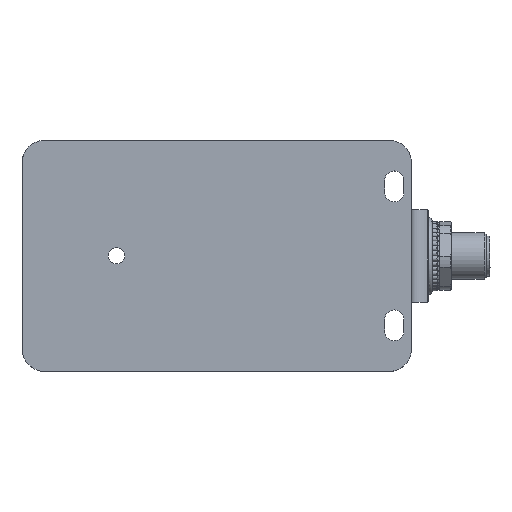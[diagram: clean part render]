
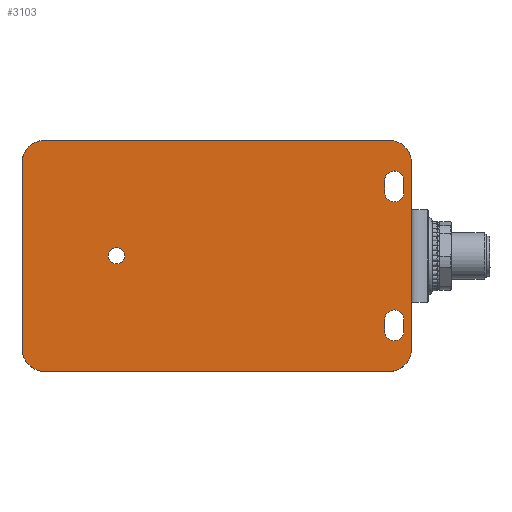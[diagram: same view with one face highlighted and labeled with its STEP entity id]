
A CAD part, top view. The second image highlights one B-rep face of the part: STEP entity #3103.
In plain terms, the highlighted planar face has unit normal (0, 0, 1).
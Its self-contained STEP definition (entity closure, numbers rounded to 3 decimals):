
#2945=CARTESIAN_POINT('',(99.658,30.,0.0));
#2946=DIRECTION('',(0.0,0.0,1.0));
#2947=DIRECTION('',(1.0,0.0,0.0));
#2948=AXIS2_PLACEMENT_3D('',#2945,#2946,#2947);
#2949=PLANE('',#2948);
#2950=CARTESIAN_POINT('',(145.0,60.,0.0));
#2951=VERTEX_POINT('',#2950);
#2952=CARTESIAN_POINT('',(56.,60.,0.0));
#2953=VERTEX_POINT('',#2952);
#2954=CARTESIAN_POINT('',(145.0,60.,0.0));
#2955=DIRECTION('',(-1.0,0.0,0.0));
#2956=VECTOR('',#2955,89.);
#2957=LINE('',#2954,#2956);
#2958=EDGE_CURVE('',#2951,#2953,#2957,.T.);
#2959=ORIENTED_EDGE('',*,*,#2958,.T.);
#2960=CARTESIAN_POINT('',(50.,54.0,0.0));
#2961=VERTEX_POINT('',#2960);
#2962=CARTESIAN_POINT('',(56.,54.0,0.0));
#2963=DIRECTION('',(0.0,0.0,-1.));
#2964=DIRECTION('',(-0.707,0.707,0.0));
#2965=AXIS2_PLACEMENT_3D('',#2962,#2963,#2964);
#2966=CIRCLE('',#2965,6.);
#2967=EDGE_CURVE('',#2961,#2953,#2966,.T.);
#2968=ORIENTED_EDGE('',*,*,#2967,.F.);
#2969=CARTESIAN_POINT('',(50.,6.,0.0));
#2970=VERTEX_POINT('',#2969);
#2971=CARTESIAN_POINT('',(50.,54.0,0.0));
#2972=DIRECTION('',(0.0,-1.0,0.0));
#2973=VECTOR('',#2972,48.);
#2974=LINE('',#2971,#2973);
#2975=EDGE_CURVE('',#2961,#2970,#2974,.T.);
#2976=ORIENTED_EDGE('',*,*,#2975,.T.);
#2977=CARTESIAN_POINT('',(56.,0.,0.0));
#2978=VERTEX_POINT('',#2977);
#2979=CARTESIAN_POINT('',(56.,6.,0.0));
#2980=DIRECTION('',(0.0,0.0,-1.0));
#2981=DIRECTION('',(-0.707,-0.707,0.0));
#2982=AXIS2_PLACEMENT_3D('',#2979,#2980,#2981);
#2983=CIRCLE('',#2982,6.0);
#2984=EDGE_CURVE('',#2978,#2970,#2983,.T.);
#2985=ORIENTED_EDGE('',*,*,#2984,.F.);
#2986=CARTESIAN_POINT('',(145.,0.,0.0));
#2987=VERTEX_POINT('',#2986);
#2988=CARTESIAN_POINT('',(56.,0.,0.0));
#2989=DIRECTION('',(1.0,0.0,0.0));
#2990=VECTOR('',#2989,89.);
#2991=LINE('',#2988,#2990);
#2992=EDGE_CURVE('',#2978,#2987,#2991,.T.);
#2993=ORIENTED_EDGE('',*,*,#2992,.T.);
#2994=CARTESIAN_POINT('',(151.0,6.,0.0));
#2995=VERTEX_POINT('',#2994);
#2996=CARTESIAN_POINT('',(145.,6.,0.0));
#2997=DIRECTION('',(0.0,0.0,1.0));
#2998=DIRECTION('',(0.0,-1.0,0.0));
#2999=AXIS2_PLACEMENT_3D('',#2996,#2997,#2998);
#3000=CIRCLE('',#2999,6.);
#3001=EDGE_CURVE('',#2987,#2995,#3000,.T.);
#3002=ORIENTED_EDGE('',*,*,#3001,.T.);
#3003=CARTESIAN_POINT('',(151.0,54.0,0.0));
#3004=VERTEX_POINT('',#3003);
#3005=CARTESIAN_POINT('',(151.0,6.,0.0));
#3006=DIRECTION('',(0.0,1.0,0.0));
#3007=VECTOR('',#3006,48.0);
#3008=LINE('',#3005,#3007);
#3009=EDGE_CURVE('',#2995,#3004,#3008,.T.);
#3010=ORIENTED_EDGE('',*,*,#3009,.T.);
#3011=CARTESIAN_POINT('',(145.,54.,0.0));
#3012=DIRECTION('',(0.0,0.0,1.0));
#3013=DIRECTION('',(1.0,0.0,0.0));
#3014=AXIS2_PLACEMENT_3D('',#3011,#3012,#3013);
#3015=CIRCLE('',#3014,6.);
#3016=EDGE_CURVE('',#3004,#2951,#3015,.T.);
#3017=ORIENTED_EDGE('',*,*,#3016,.T.);
#3018=EDGE_LOOP('',(#2959,#2968,#2976,#2985,#2993,#3002,#3010,#3017));
#3019=FACE_OUTER_BOUND('',#3018,.T.);
#3020=CARTESIAN_POINT('',(72.4,30.,0.0));
#3021=VERTEX_POINT('',#3020);
#3022=CARTESIAN_POINT('',(74.5,30.,0.0));
#3023=DIRECTION('',(0.0,0.0,-1.0));
#3024=DIRECTION('',(1.0,0.0,0.0));
#3025=AXIS2_PLACEMENT_3D('',#3022,#3023,#3024);
#3026=CIRCLE('',#3025,2.1);
#3027=EDGE_CURVE('',#3021,#3021,#3026,.T.);
#3028=ORIENTED_EDGE('',*,*,#3027,.T.);
#3029=EDGE_LOOP('',(#3028));
#3030=FACE_BOUND('',#3029,.T.);
#3031=CARTESIAN_POINT('',(149.0,46.5,0.0));
#3032=VERTEX_POINT('',#3031);
#3033=CARTESIAN_POINT('',(144.0,46.5,0.0));
#3034=VERTEX_POINT('',#3033);
#3035=CARTESIAN_POINT('',(146.5,46.5,0.0));
#3036=DIRECTION('',(0.0,0.0,-1.0));
#3037=DIRECTION('',(-1.0,0.,0.0));
#3038=AXIS2_PLACEMENT_3D('',#3035,#3036,#3037);
#3039=CIRCLE('',#3038,2.5);
#3040=EDGE_CURVE('',#3032,#3034,#3039,.T.);
#3041=ORIENTED_EDGE('',*,*,#3040,.T.);
#3042=CARTESIAN_POINT('',(144.0,49.5,0.0));
#3043=VERTEX_POINT('',#3042);
#3044=CARTESIAN_POINT('',(144.0,46.5,0.0));
#3045=DIRECTION('',(0.0,1.0,0.0));
#3046=VECTOR('',#3045,3.);
#3047=LINE('',#3044,#3046);
#3048=EDGE_CURVE('',#3034,#3043,#3047,.T.);
#3049=ORIENTED_EDGE('',*,*,#3048,.T.);
#3050=CARTESIAN_POINT('',(149.0,49.5,0.0));
#3051=VERTEX_POINT('',#3050);
#3052=CARTESIAN_POINT('',(146.5,49.5,0.0));
#3053=DIRECTION('',(0.0,0.0,-1.0));
#3054=DIRECTION('',(1.0,0.0,0.0));
#3055=AXIS2_PLACEMENT_3D('',#3052,#3053,#3054);
#3056=CIRCLE('',#3055,2.5);
#3057=EDGE_CURVE('',#3043,#3051,#3056,.T.);
#3058=ORIENTED_EDGE('',*,*,#3057,.T.);
#3059=CARTESIAN_POINT('',(149.0,49.5,0.0));
#3060=DIRECTION('',(0.0,-1.0,0.0));
#3061=VECTOR('',#3060,3.);
#3062=LINE('',#3059,#3061);
#3063=EDGE_CURVE('',#3051,#3032,#3062,.T.);
#3064=ORIENTED_EDGE('',*,*,#3063,.T.);
#3065=EDGE_LOOP('',(#3041,#3049,#3058,#3064));
#3066=FACE_BOUND('',#3065,.T.);
#3067=CARTESIAN_POINT('',(149.0,10.5,0.0));
#3068=VERTEX_POINT('',#3067);
#3069=CARTESIAN_POINT('',(144.0,10.5,0.0));
#3070=VERTEX_POINT('',#3069);
#3071=CARTESIAN_POINT('',(146.5,10.5,0.0));
#3072=DIRECTION('',(0.0,0.0,-1.0));
#3073=DIRECTION('',(-1.0,0.0,0.0));
#3074=AXIS2_PLACEMENT_3D('',#3071,#3072,#3073);
#3075=CIRCLE('',#3074,2.5);
#3076=EDGE_CURVE('',#3068,#3070,#3075,.T.);
#3077=ORIENTED_EDGE('',*,*,#3076,.T.);
#3078=CARTESIAN_POINT('',(144.,13.5,0.0));
#3079=VERTEX_POINT('',#3078);
#3080=CARTESIAN_POINT('',(144.0,10.5,0.0));
#3081=DIRECTION('',(0.0,1.0,0.0));
#3082=VECTOR('',#3081,3.);
#3083=LINE('',#3080,#3082);
#3084=EDGE_CURVE('',#3070,#3079,#3083,.T.);
#3085=ORIENTED_EDGE('',*,*,#3084,.T.);
#3086=CARTESIAN_POINT('',(149.,13.5,0.0));
#3087=VERTEX_POINT('',#3086);
#3088=CARTESIAN_POINT('',(146.5,13.5,0.0));
#3089=DIRECTION('',(0.0,0.0,-1.0));
#3090=DIRECTION('',(1.0,0.0,0.0));
#3091=AXIS2_PLACEMENT_3D('',#3088,#3089,#3090);
#3092=CIRCLE('',#3091,2.5);
#3093=EDGE_CURVE('',#3079,#3087,#3092,.T.);
#3094=ORIENTED_EDGE('',*,*,#3093,.T.);
#3095=CARTESIAN_POINT('',(149.,13.5,0.0));
#3096=DIRECTION('',(0.0,-1.0,0.0));
#3097=VECTOR('',#3096,3.);
#3098=LINE('',#3095,#3097);
#3099=EDGE_CURVE('',#3087,#3068,#3098,.T.);
#3100=ORIENTED_EDGE('',*,*,#3099,.T.);
#3101=EDGE_LOOP('',(#3077,#3085,#3094,#3100));
#3102=FACE_BOUND('',#3101,.T.);
#3103=ADVANCED_FACE('',(#3019,#3030,#3066,#3102),#2949,.T.);
